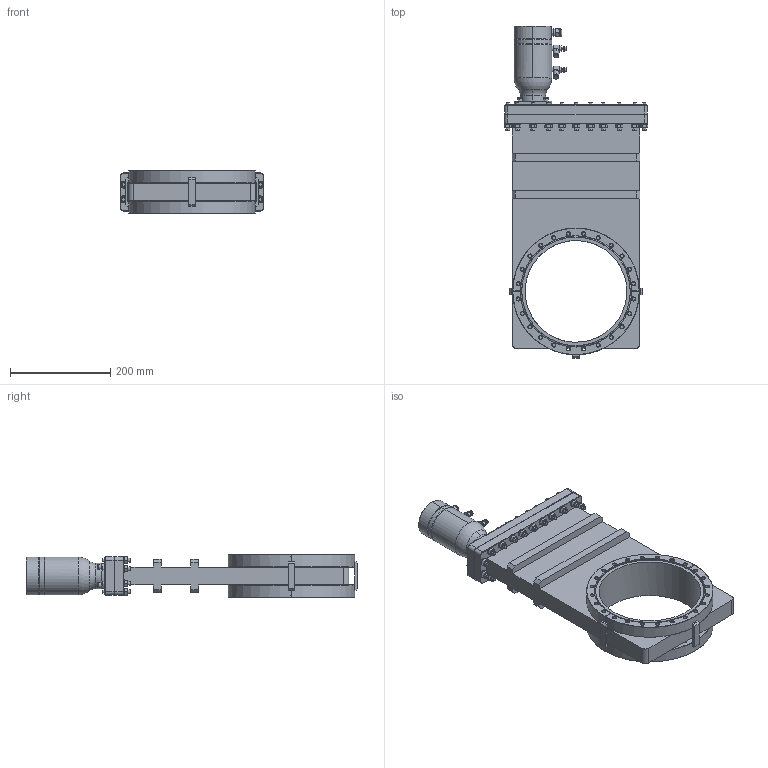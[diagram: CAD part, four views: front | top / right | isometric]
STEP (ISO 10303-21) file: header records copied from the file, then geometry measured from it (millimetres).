
FILE_DESCRIPTION (( 'STEP AP214' ), '1' );
FILE_NAME ('TLG8000_PNEUMATIC_GATE_VALVE_METAL_SEAL_BONNET.STEP', '2020-02-05T03:31:17', ( 'admin' ), ( 'Microsoft' ), 'SwSTEP 2.0', 'SolidWorks 2016', '' );
FILE_SCHEMA (( 'AUTOMOTIVE_DESIGN' ));
Length unit declared in the file: inch
Products named in the file (1): TLG8000_PNEUMATIC_GATE_VALVE_METAL_SEAL_BONNET
Bounding box: 287.51 x 663.32 x 84.96 mm (x, y, z)
Volume: 5506465 mm3; surface area: 487910.8 mm2
Topology: 4 solids, 4 shells, 1849 faces, 4564 edges, 2880 vertices
Faces by surface type: plane 1029, cone 490, cylinder 313, torus 16, sphere 1
Entity records: 82936 total; most frequent: CARTESIAN_POINT 42963, ORIENTED_EDGE 9126, DIRECTION 6563, EDGE_CURVE 4563, VERTEX_POINT 2880, VECTOR 2351, LINE 2351, AXIS2_PLACEMENT_3D 2106
